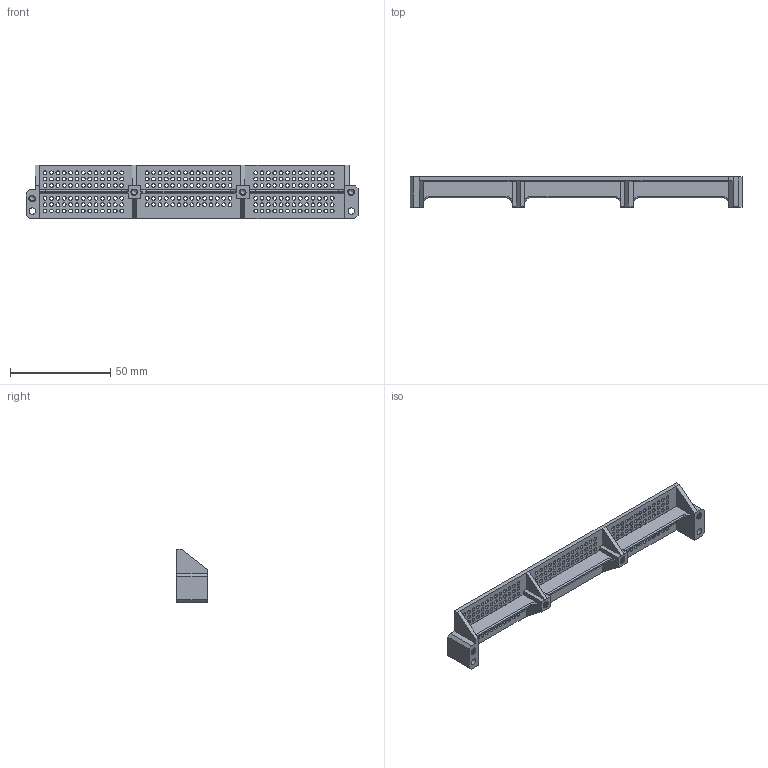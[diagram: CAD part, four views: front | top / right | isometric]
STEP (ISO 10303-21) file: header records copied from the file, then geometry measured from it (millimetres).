
FILE_DESCRIPTION(/* description */ (''),/* implementation_level */ '2;1');
FILE_NAME(/* name */ '2004923A-PLATE, CONNECTOR v4.step',/* time_stamp */ '2019-07-09T06:57:05-05:00',/* author */ (''),/* organization */ (''),/* preprocessor_version */ 'ST-DEVELOPER v18',/* originating_system */ 'Autodesk Translation Framework v8.2.0.1029',/* authorisation */ '');
FILE_SCHEMA (('AUTOMOTIVE_DESIGN { 1 0 10303 214 3 1 1 }'));
Length unit declared in the file: inch
Products named in the file (2): 2004923A-PLATE, CONNECTOR; 2004923A
Assembly tree (1 placements, depth 2):
  2004923A-PLATE, CONNECTOR
    2004923A
Bounding box: 165.23 x 14.99 x 26.68 mm (x, y, z)
Volume: 13669 mm3; surface area: 16727.8 mm2
Topology: 1 solids, 1 shells, 497 faces, 1596 edges, 1141 vertices
Faces by surface type: cylinder 368, plane 105, torus 12, bspline 8, cone 4
Full cylindrical faces by diameter (mm): 1.854 x266, 2.769 x36, 3.162 x2, 3.505 x40
Entity records: 24070 total; most frequent: CARTESIAN_POINT 8378, DIRECTION 3252, ORIENTED_EDGE 3184, EDGE_CURVE 1592, AXIS2_PLACEMENT_3D 1360, VERTEX_POINT 1141, EDGE_LOOP 997, CIRCLE 868
